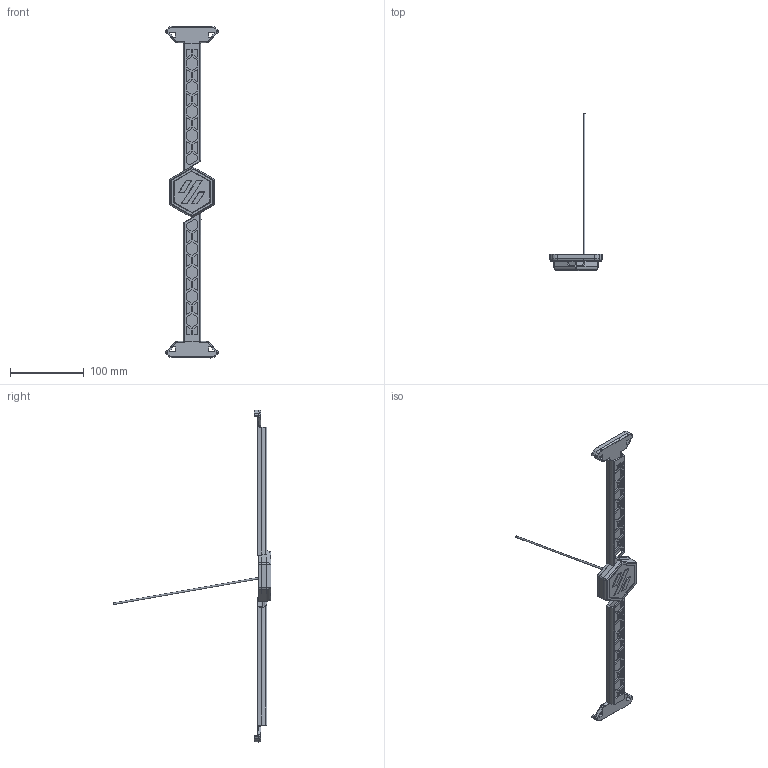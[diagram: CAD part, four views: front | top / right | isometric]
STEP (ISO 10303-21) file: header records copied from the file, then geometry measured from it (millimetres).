
FILE_DESCRIPTION(/* description */ (''),/* implementation_level */ '2;1');
FILE_NAME(/* name */ 'VSW_Front_Door_Seal v14.step',/* time_stamp */ '2022-03-16T17:49:53-07:00',/* author */ (''),/* organization */ (''),/* preprocessor_version */ 'ST-DEVELOPER v18.1',/* originating_system */ 'Autodesk Translation Framework v10.13.0.1454',/* authorisation */ '');
FILE_SCHEMA (('AUTOMOTIVE_DESIGN { 1 0 10303 214 3 1 1 }'));
Length unit declared in the file: millimetre
Products named in the file (5): VSW_Front_Door_Seal; Handle_Covers; Door_Handles; Logo; Front_Logo_Camera
Assembly tree (4 placements, depth 3):
  VSW_Front_Door_Seal
    Handle_Covers
    Door_Handles
    Logo
      Front_Logo_Camera
Bounding box: 70.96 x 214.09 x 450 mm (x, y, z)
Volume: 93243.4 mm3; surface area: 73874 mm2
Topology: 8 solids, 8 shells, 618 faces, 1545 edges, 996 vertices
Faces by surface type: plane 409, cylinder 103, bspline 78, cone 24, torus 4
Full cylindrical faces by diameter (mm): 2 x4, 2.224 x1, 6.002 x1, 20 x1
Entity records: 22742 total; most frequent: CARTESIAN_POINT 7761, ORIENTED_EDGE 3074, DIRECTION 2891, EDGE_CURVE 1537, LINE 1171, VECTOR 1171, VERTEX_POINT 996, AXIS2_PLACEMENT_3D 860
